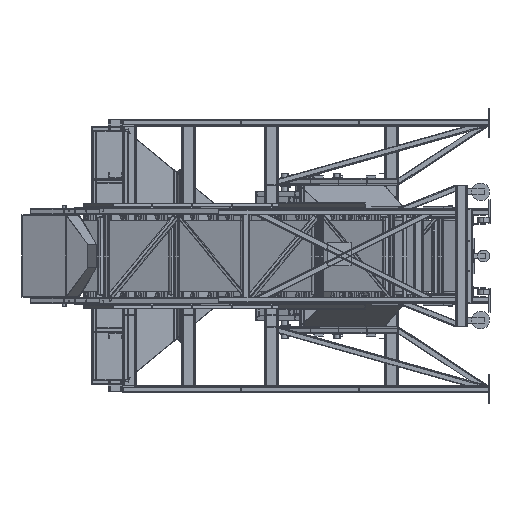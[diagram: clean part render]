
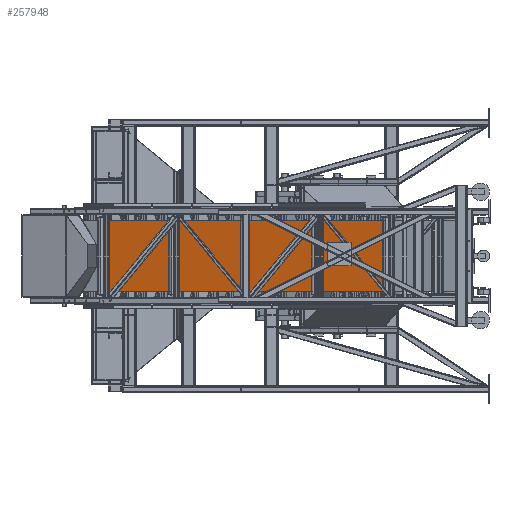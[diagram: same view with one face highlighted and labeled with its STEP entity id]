
A CAD part, left-side view. The second image highlights one B-rep face of the part: STEP entity #257948.
In plain terms, the highlighted free-form (B-spline) face has degree [1, 1] with [2, 2] control points.
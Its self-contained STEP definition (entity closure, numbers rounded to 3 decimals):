
#257735 = VERTEX_POINT('',#257736);
#257736 = CARTESIAN_POINT('',(-4717.194,-1522.328,
    -269.502));
#257741 = EDGE_CURVE('',#257735,#257742,#257744,.T.);
#257742 = VERTEX_POINT('',#257743);
#257743 = CARTESIAN_POINT('',(-10138.443,645.863,
    -269.502));
#257744 = B_SPLINE_CURVE_WITH_KNOTS('',1,(#257745,#257746),
  .UNSPECIFIED.,.F.,.F.,(2,2),(-7110.244,-610.756),
  .PIECEWISE_BEZIER_KNOTS.);
#257745 = CARTESIAN_POINT('',(-4717.194,-1522.328,
    -269.502));
#257746 = CARTESIAN_POINT('',(-10138.443,645.863,
    -269.502));
#257827 = VERTEX_POINT('',#257828);
#257828 = CARTESIAN_POINT('',(-10138.443,645.863,
    269.502));
#257833 = EDGE_CURVE('',#257834,#257827,#257836,.T.);
#257834 = VERTEX_POINT('',#257835);
#257835 = CARTESIAN_POINT('',(-4717.194,-1522.328,
    269.502));
#257836 = B_SPLINE_CURVE_WITH_KNOTS('',1,(#257837,#257838),
  .UNSPECIFIED.,.F.,.F.,(2,2),(-7110.244,-610.756),
  .PIECEWISE_BEZIER_KNOTS.);
#257837 = CARTESIAN_POINT('',(-4717.194,-1522.328,
    269.502));
#257838 = CARTESIAN_POINT('',(-10138.443,645.863,
    269.502));
#257939 = EDGE_CURVE('',#257742,#257827,#257940,.T.);
#257940 = B_SPLINE_CURVE_WITH_KNOTS('',1,(#257941,#257942),
  .UNSPECIFIED.,.F.,.F.,(2,2),(-600.,0.),.PIECEWISE_BEZIER_KNOTS.);
#257941 = CARTESIAN_POINT('',(-10138.443,645.863,
    -269.502));
#257942 = CARTESIAN_POINT('',(-10138.443,645.863,
    269.502));
#257948 = ADVANCED_FACE('',(#257949),#257959,.T.);
#257949 = FACE_BOUND('',#257950,.T.);
#257950 = EDGE_LOOP('',(#257951,#257952,#257953,#257954));
#257951 = ORIENTED_EDGE('',*,*,#257833,.T.);
#257952 = ORIENTED_EDGE('',*,*,#257939,.F.);
#257953 = ORIENTED_EDGE('',*,*,#257741,.F.);
#257954 = ORIENTED_EDGE('',*,*,#257955,.T.);
#257955 = EDGE_CURVE('',#257735,#257834,#257956,.T.);
#257956 = B_SPLINE_CURVE_WITH_KNOTS('',1,(#257957,#257958),
  .UNSPECIFIED.,.F.,.F.,(2,2),(-600.,0.),.PIECEWISE_BEZIER_KNOTS.);
#257957 = CARTESIAN_POINT('',(-4717.194,-1522.328,
    -269.502));
#257958 = CARTESIAN_POINT('',(-4717.194,-1522.328,
    269.502));
#257959 = B_SPLINE_SURFACE_WITH_KNOTS('',1,1,(
    (#257960,#257961)
    ,(#257962,#257963
    )),.UNSPECIFIED.,.F.,.F.,.F.,(2,2),(2,2),(-6499.744,
    -0.256),(-600.,0.),.PIECEWISE_BEZIER_KNOTS.);
#257960 = CARTESIAN_POINT('',(-10138.443,645.863,
    -269.502));
#257961 = CARTESIAN_POINT('',(-10138.443,645.863,
    269.502));
#257962 = CARTESIAN_POINT('',(-4717.194,-1522.328,
    -269.502));
#257963 = CARTESIAN_POINT('',(-4717.194,-1522.328,
    269.502));
